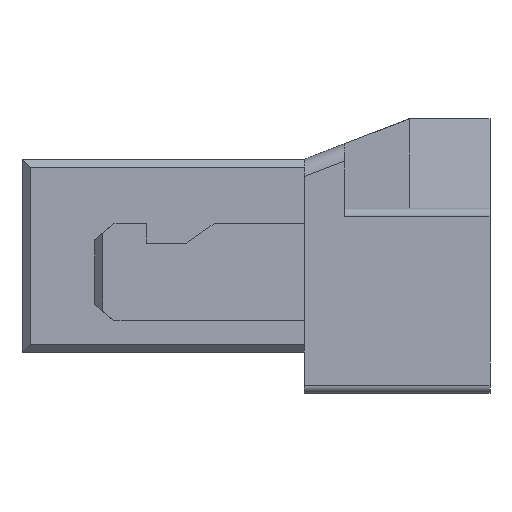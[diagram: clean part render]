
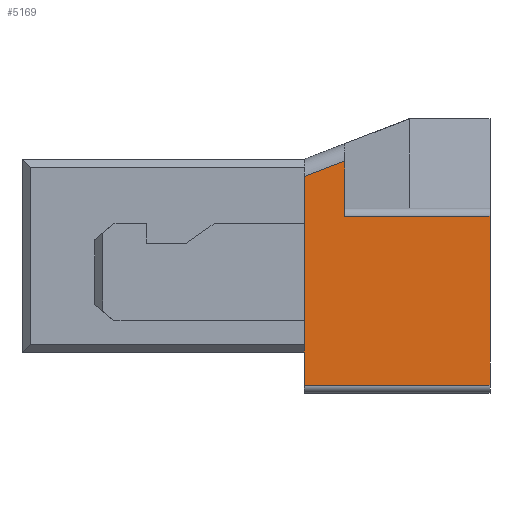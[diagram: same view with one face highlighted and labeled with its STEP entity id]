
A CAD part, left-side view. The second image highlights one B-rep face of the part: STEP entity #5169.
In plain terms, the highlighted planar face has unit normal (-1, 0, 0).
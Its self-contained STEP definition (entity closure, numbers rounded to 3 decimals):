
#942=ORIENTED_EDGE('',*,*,#2241,.T.);
#943=ORIENTED_EDGE('',*,*,#2242,.T.);
#944=ORIENTED_EDGE('',*,*,#2161,.T.);
#945=ORIENTED_EDGE('',*,*,#2166,.T.);
#946=ORIENTED_EDGE('',*,*,#2171,.T.);
#947=ORIENTED_EDGE('',*,*,#2240,.T.);
#2161=EDGE_CURVE('',#2852,#2851,#3421,.T.);
#2166=EDGE_CURVE('',#2851,#2855,#3424,.T.);
#2171=EDGE_CURVE('',#2855,#2859,#3427,.T.);
#2240=EDGE_CURVE('',#2859,#2893,#3484,.T.);
#2241=EDGE_CURVE('',#2893,#2894,#3485,.T.);
#2242=EDGE_CURVE('',#2894,#2852,#3486,.F.);
#2851=VERTEX_POINT('',#7847);
#2852=VERTEX_POINT('',#7849);
#2855=VERTEX_POINT('',#7857);
#2859=VERTEX_POINT('',#7867);
#2893=VERTEX_POINT('',#7999);
#2894=VERTEX_POINT('',#8003);
#3421=LINE('',#7848,#4042);
#3424=LINE('',#7858,#4045);
#3427=LINE('',#7868,#4048);
#3484=LINE('',#8000,#4105);
#3485=LINE('',#8002,#4106);
#3486=LINE('',#8004,#4107);
#4042=VECTOR('',#6285,1000.);
#4045=VECTOR('',#6294,1000.);
#4048=VECTOR('',#6303,1000.);
#4105=VECTOR('',#6442,1000.);
#4106=VECTOR('',#6445,1000.);
#4107=VECTOR('',#6446,1000.);
#4445=EDGE_LOOP('',(#942,#943,#944,#945,#946,#947));
#4708=FACE_BOUND('',#4445,.T.);
#4952=PLANE('',#5502);
#5169=ADVANCED_FACE('',(#4708),#4952,.F.);
#5502=AXIS2_PLACEMENT_3D('',#8001,#6443,#6444);
#6285=DIRECTION('',(0.,0.,1.));
#6294=DIRECTION('',(0.,0.933,-0.359));
#6303=DIRECTION('',(0.,0.,-1.));
#6442=DIRECTION('',(0.,-1.,0.));
#6443=DIRECTION('',(1.,0.,0.));
#6444=DIRECTION('',(0.,0.,-1.));
#6445=DIRECTION('',(0.,0.,1.));
#6446=DIRECTION('',(0.,-1.,0.));
#7847=CARTESIAN_POINT('',(-1.2,0.9,0.589));
#7848=CARTESIAN_POINT('',(-1.2,0.9,0.296));
#7849=CARTESIAN_POINT('',(-1.2,0.9,0.246));
#7857=CARTESIAN_POINT('',(-1.2,1.15,0.493));
#7858=CARTESIAN_POINT('',(-1.2,3.124,-0.267));
#7867=CARTESIAN_POINT('',(-1.2,1.15,-0.8));
#7868=CARTESIAN_POINT('',(-1.2,1.15,-0.85));
#7999=CARTESIAN_POINT('',(-1.2,0.,-0.8));
#8000=CARTESIAN_POINT('',(-1.2,2.9,-0.8));
#8001=CARTESIAN_POINT('',(-1.2,2.9,-0.85));
#8002=CARTESIAN_POINT('',(-1.2,0.,-0.85));
#8003=CARTESIAN_POINT('',(-1.2,0.,0.246));
#8004=CARTESIAN_POINT('',(-1.2,2.9,0.246));
